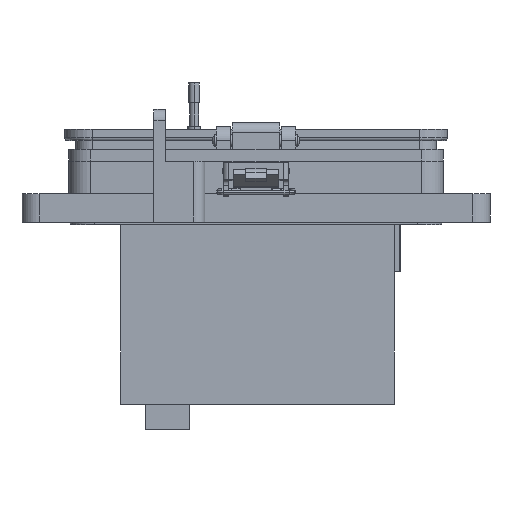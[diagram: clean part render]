
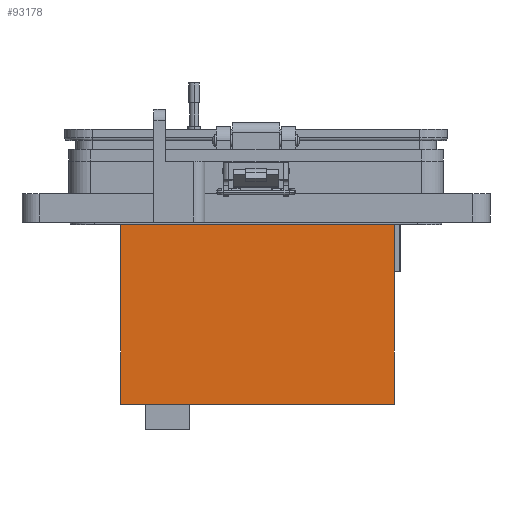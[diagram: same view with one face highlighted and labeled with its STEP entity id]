
A CAD part, front view. The second image highlights one B-rep face of the part: STEP entity #93178.
In plain terms, the highlighted planar face has unit normal (0, -1, 0).
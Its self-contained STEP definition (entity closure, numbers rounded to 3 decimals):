
#8160 = CARTESIAN_POINT ( 'NONE',  ( -3.048, -3.594, -76.2 ) ) ;
#9618 = LINE ( 'NONE', #42587, #31778 ) ;
#11546 = VERTEX_POINT ( 'NONE', #29013 ) ;
#18314 = CARTESIAN_POINT ( 'NONE',  ( 93.472, -3.594, -38.1 ) ) ;
#19073 = ORIENTED_EDGE ( 'NONE', *, *, #25481, .F. ) ;
#21783 = LINE ( 'NONE', #63469, #63612 ) ;
#25481 = EDGE_CURVE ( 'NONE', #56519, #11546, #9618, .T. ) ;
#26174 = LINE ( 'NONE', #18314, #90169 ) ;
#28328 = CARTESIAN_POINT ( 'NONE',  ( -3.048, -3.594, -76.2 ) ) ;
#29013 = CARTESIAN_POINT ( 'NONE',  ( 93.472, -3.594, 0. ) ) ;
#29643 = ORIENTED_EDGE ( 'NONE', *, *, #90497, .F. ) ;
#31778 = VECTOR ( 'NONE', #92655, 1000. ) ;
#32538 = LINE ( 'NONE', #8160, #74458 ) ;
#34521 = EDGE_CURVE ( 'NONE', #48563, #94690, #21783, .T. ) ;
#40370 = EDGE_CURVE ( 'NONE', #11546, #94690, #26174, .T. ) ;
#40585 = DIRECTION ( 'NONE',  ( 0., 0., 1. ) ) ;
#42587 = CARTESIAN_POINT ( 'NONE',  ( 35.052, -3.594, 0. ) ) ;
#42592 = ORIENTED_EDGE ( 'NONE', *, *, #34521, .T. ) ;
#46990 = CARTESIAN_POINT ( 'NONE',  ( 73.152, -3.594, -76.2 ) ) ;
#48563 = VERTEX_POINT ( 'NONE', #28328 ) ;
#55020 = PLANE ( 'NONE',  #79165 ) ;
#55075 = DIRECTION ( 'NONE',  ( 1., 0., 0. ) ) ;
#55391 = DIRECTION ( 'NONE',  ( 1., 0., 0. ) ) ;
#56519 = VERTEX_POINT ( 'NONE', #65962 ) ;
#63469 = CARTESIAN_POINT ( 'NONE',  ( 35.052, -3.594, -76.2 ) ) ;
#63612 = VECTOR ( 'NONE', #55075, 1000. ) ;
#65962 = CARTESIAN_POINT ( 'NONE',  ( -3.048, -3.594, 0. ) ) ;
#69783 = FACE_OUTER_BOUND ( 'NONE', #77644, .T. ) ;
#74045 = ORIENTED_EDGE ( 'NONE', *, *, #40370, .F. ) ;
#74458 = VECTOR ( 'NONE', #40585, 1000. ) ;
#76821 = DIRECTION ( 'NONE',  ( 0., 0., -1. ) ) ;
#77644 = EDGE_LOOP ( 'NONE', ( #42592, #74045, #19073, #29643 ) ) ;
#79165 = AXIS2_PLACEMENT_3D ( 'NONE', #46990, #105329, #55391 ) ;
#83559 = CARTESIAN_POINT ( 'NONE',  ( 93.472, -3.594, -76.2 ) ) ;
#90169 = VECTOR ( 'NONE', #76821, 1000. ) ;
#90497 = EDGE_CURVE ( 'NONE', #48563, #56519, #32538, .T. ) ;
#92655 = DIRECTION ( 'NONE',  ( 1., 0., 0. ) ) ;
#93178 = ADVANCED_FACE ( 'NONE', ( #69783 ), #55020, .T. ) ;
#94690 = VERTEX_POINT ( 'NONE', #83559 ) ;
#105329 = DIRECTION ( 'NONE',  ( 0., -1., 0. ) ) ;
